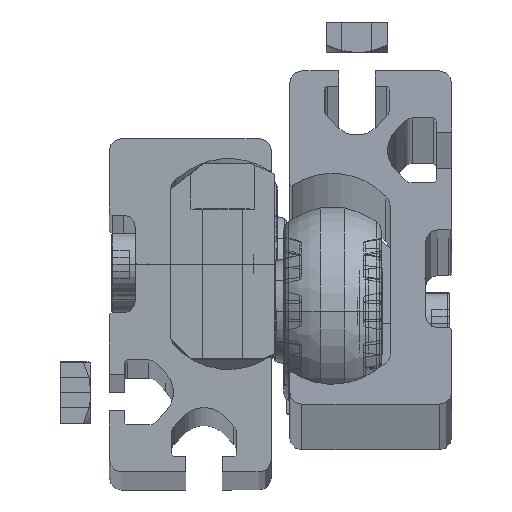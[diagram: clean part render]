
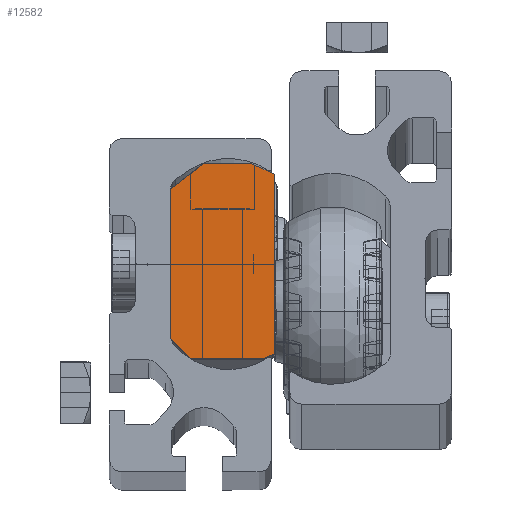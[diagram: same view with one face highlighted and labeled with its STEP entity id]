
A CAD part, top view. The second image highlights one B-rep face of the part: STEP entity #12582.
In plain terms, the highlighted face is planar.
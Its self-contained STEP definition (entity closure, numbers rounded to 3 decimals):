
#46 = DIRECTION ( 'NONE',  ( 0., 0., 1. ) ) ;
#290 = DIRECTION ( 'NONE',  ( 0., 1., 0. ) ) ;
#594 = EDGE_CURVE ( 'NONE', #14100, #13472, #7600, .T. ) ;
#1068 = EDGE_CURVE ( 'NONE', #9134, #15231, #6605, .T. ) ;
#1223 = CARTESIAN_POINT ( 'NONE',  ( 19., -15.5, 5.2 ) ) ;
#1635 = CARTESIAN_POINT ( 'NONE',  ( 19., -14.661, -8.5 ) ) ;
#1714 = CARTESIAN_POINT ( 'NONE',  ( 19., 16.5, -4.6 ) ) ;
#2220 = DIRECTION ( 'NONE',  ( 0., 0., 1. ) ) ;
#2813 = EDGE_LOOP ( 'NONE', ( #22018, #17936, #6743, #10646, #13739, #12806, #23420, #17977 ) ) ;
#3265 = VECTOR ( 'NONE', #3276, 1000. ) ;
#3276 = DIRECTION ( 'NONE',  ( 0., -0.707, -0.707 ) ) ;
#4080 = LINE ( 'NONE', #12098, #20196 ) ;
#4093 = LINE ( 'NONE', #18735, #14128 ) ;
#4837 = CARTESIAN_POINT ( 'NONE',  ( 19., -12.2, 8.5 ) ) ;
#4900 = VERTEX_POINT ( 'NONE', #7067 ) ;
#5017 = EDGE_CURVE ( 'NONE', #15012, #20479, #23246, .T. ) ;
#5052 = DIRECTION ( 'NONE',  ( 0., -0.423, 0.906 ) ) ;
#6597 = DIRECTION ( 'NONE',  ( 0., 0.616, -0.788 ) ) ;
#6605 = LINE ( 'NONE', #1223, #15898 ) ;
#6743 = ORIENTED_EDGE ( 'NONE', *, *, #10388, .T. ) ;
#6877 = CARTESIAN_POINT ( 'NONE',  ( 19., 14.681, -8.5 ) ) ;
#6945 = VECTOR ( 'NONE', #21456, 1000. ) ;
#7067 = CARTESIAN_POINT ( 'NONE',  ( 19., 16.5, -4.6 ) ) ;
#7094 = CARTESIAN_POINT ( 'NONE',  ( 19., -14.661, -8.5 ) ) ;
#7487 = VERTEX_POINT ( 'NONE', #11499 ) ;
#7600 = LINE ( 'NONE', #13468, #9335 ) ;
#7971 = DIRECTION ( 'NONE',  ( -1., 0., 0. ) ) ;
#8593 = CARTESIAN_POINT ( 'NONE',  ( 19., 12.203, 8.5 ) ) ;
#8872 = EDGE_CURVE ( 'NONE', #20479, #15231, #19686, .T. ) ;
#9134 = VERTEX_POINT ( 'NONE', #15904 ) ;
#9335 = VECTOR ( 'NONE', #290, 1000. ) ;
#9749 = CARTESIAN_POINT ( 'NONE',  ( 19., 1.5, 22.2 ) ) ;
#10388 = EDGE_CURVE ( 'NONE', #14100, #9134, #21373, .T. ) ;
#10473 = EDGE_CURVE ( 'NONE', #4900, #15012, #18007, .T. ) ;
#10646 = ORIENTED_EDGE ( 'NONE', *, *, #1068, .T. ) ;
#10707 = VECTOR ( 'NONE', #5052, 1000. ) ;
#11499 = CARTESIAN_POINT ( 'NONE',  ( 19., 16.5, 3. ) ) ;
#12098 = CARTESIAN_POINT ( 'NONE',  ( 19., 12.203, 8.5 ) ) ;
#12127 = CARTESIAN_POINT ( 'NONE',  ( 19., -12.2, 8.5 ) ) ;
#12582 = ADVANCED_FACE ( 'NONE', ( #18648 ), #16838, .F. ) ;
#12721 = CARTESIAN_POINT ( 'NONE',  ( 19., -15.5, -6.7 ) ) ;
#12806 = ORIENTED_EDGE ( 'NONE', *, *, #5017, .F. ) ;
#13468 = CARTESIAN_POINT ( 'NONE',  ( 19., -12.2, 8.5 ) ) ;
#13472 = VERTEX_POINT ( 'NONE', #8593 ) ;
#13739 = ORIENTED_EDGE ( 'NONE', *, *, #8872, .F. ) ;
#14100 = VERTEX_POINT ( 'NONE', #12127 ) ;
#14128 = VECTOR ( 'NONE', #46, 1000. ) ;
#14148 = CARTESIAN_POINT ( 'NONE',  ( 19., 14.681, -8.5 ) ) ;
#15012 = VERTEX_POINT ( 'NONE', #6877 ) ;
#15231 = VERTEX_POINT ( 'NONE', #12721 ) ;
#15898 = VECTOR ( 'NONE', #19328, 1000. ) ;
#15904 = CARTESIAN_POINT ( 'NONE',  ( 19., -15.5, 5.2 ) ) ;
#16321 = DIRECTION ( 'NONE',  ( 0., -0.423, -0.906 ) ) ;
#16838 = PLANE ( 'NONE',  #16960 ) ;
#16960 = AXIS2_PLACEMENT_3D ( 'NONE', #9749, #7971, #2220 ) ;
#17848 = EDGE_CURVE ( 'NONE', #13472, #7487, #4080, .T. ) ;
#17936 = ORIENTED_EDGE ( 'NONE', *, *, #594, .F. ) ;
#17977 = ORIENTED_EDGE ( 'NONE', *, *, #22163, .T. ) ;
#18007 = LINE ( 'NONE', #1714, #23159 ) ;
#18648 = FACE_OUTER_BOUND ( 'NONE', #2813, .T. ) ;
#18735 = CARTESIAN_POINT ( 'NONE',  ( 19., 16.5, -4.6 ) ) ;
#19328 = DIRECTION ( 'NONE',  ( 0., 0., -1. ) ) ;
#19686 = LINE ( 'NONE', #7094, #10707 ) ;
#20196 = VECTOR ( 'NONE', #6597, 1000. ) ;
#20479 = VERTEX_POINT ( 'NONE', #1635 ) ;
#21373 = LINE ( 'NONE', #4837, #3265 ) ;
#21456 = DIRECTION ( 'NONE',  ( 0., -1., 0. ) ) ;
#22018 = ORIENTED_EDGE ( 'NONE', *, *, #17848, .F. ) ;
#22163 = EDGE_CURVE ( 'NONE', #4900, #7487, #4093, .T. ) ;
#23159 = VECTOR ( 'NONE', #16321, 1000. ) ;
#23246 = LINE ( 'NONE', #14148, #6945 ) ;
#23420 = ORIENTED_EDGE ( 'NONE', *, *, #10473, .F. ) ;
